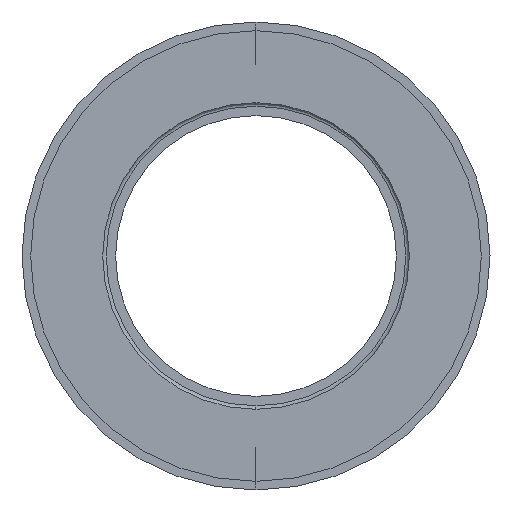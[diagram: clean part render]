
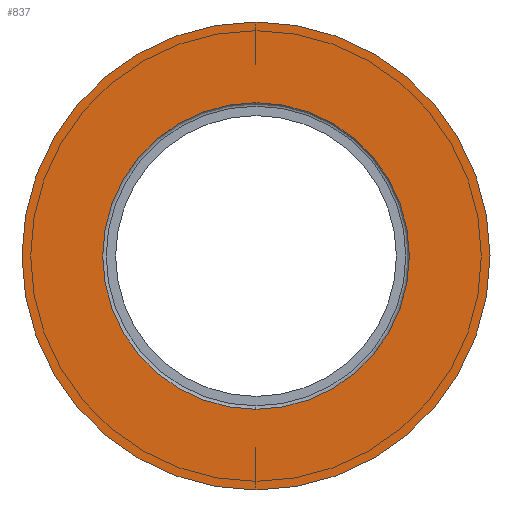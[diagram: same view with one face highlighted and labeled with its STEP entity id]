
A CAD part, left-side view. The second image highlights one B-rep face of the part: STEP entity #837.
In plain terms, the highlighted planar face has unit normal (-1, 0, 0).
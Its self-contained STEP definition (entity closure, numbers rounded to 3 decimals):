
#183 = DIRECTION ( 'NONE',  ( 0., 0., 1. ) ) ;
#388 = FACE_OUTER_BOUND ( 'NONE', #2369, .T. ) ;
#410 = EDGE_CURVE ( 'NONE', #2985, #2303, #1736, .T. ) ;
#432 = PLANE ( 'NONE',  #1763 ) ;
#439 = CARTESIAN_POINT ( 'NONE',  ( -15., 0., 0. ) ) ;
#514 = DIRECTION ( 'NONE',  ( 0., 0., 1. ) ) ;
#554 = DIRECTION ( 'NONE',  ( 0., 0., 1. ) ) ;
#595 = CIRCLE ( 'NONE', #2636, 20. ) ;
#682 = DIRECTION ( 'NONE',  ( 0., 0., 1. ) ) ;
#837 = ADVANCED_FACE ( 'NONE', ( #1057, #388 ), #432, .F. ) ;
#1003 = CARTESIAN_POINT ( 'NONE',  ( -15., 0., -20. ) ) ;
#1057 = FACE_BOUND ( 'NONE', #1709, .T. ) ;
#1258 = ORIENTED_EDGE ( 'NONE', *, *, #1575, .F. ) ;
#1276 = VERTEX_POINT ( 'NONE', #2301 ) ;
#1431 = CARTESIAN_POINT ( 'NONE',  ( -15., 13.1, 0. ) ) ;
#1465 = VERTEX_POINT ( 'NONE', #2988 ) ;
#1494 = CARTESIAN_POINT ( 'NONE',  ( -15., 0., 20. ) ) ;
#1575 = EDGE_CURVE ( 'NONE', #1276, #1465, #2214, .T. ) ;
#1603 = CARTESIAN_POINT ( 'NONE',  ( -15., 0., 0. ) ) ;
#1643 = AXIS2_PLACEMENT_3D ( 'NONE', #1603, #2017, #554 ) ;
#1672 = DIRECTION ( 'NONE',  ( -1., 0., 0. ) ) ;
#1676 = DIRECTION ( 'NONE',  ( 0., 0., -1. ) ) ;
#1709 = EDGE_LOOP ( 'NONE', ( #2801, #1258 ) ) ;
#1721 = CIRCLE ( 'NONE', #1643, 13.1 ) ;
#1736 = CIRCLE ( 'NONE', #2983, 20. ) ;
#1763 = AXIS2_PLACEMENT_3D ( 'NONE', #1431, #3040, #1676 ) ;
#1960 = CARTESIAN_POINT ( 'NONE',  ( -15., 0., 0. ) ) ;
#1981 = DIRECTION ( 'NONE',  ( -1., 0., 0. ) ) ;
#2017 = DIRECTION ( 'NONE',  ( -1., 0., 0. ) ) ;
#2144 = DIRECTION ( 'NONE',  ( -1., 0., 0. ) ) ;
#2214 = CIRCLE ( 'NONE', #2797, 13.1 ) ;
#2301 = CARTESIAN_POINT ( 'NONE',  ( -15., 0., -13.1 ) ) ;
#2303 = VERTEX_POINT ( 'NONE', #1003 ) ;
#2369 = EDGE_LOOP ( 'NONE', ( #2603, #3053 ) ) ;
#2553 = EDGE_CURVE ( 'NONE', #1465, #1276, #1721, .T. ) ;
#2603 = ORIENTED_EDGE ( 'NONE', *, *, #410, .T. ) ;
#2636 = AXIS2_PLACEMENT_3D ( 'NONE', #3036, #1672, #183 ) ;
#2797 = AXIS2_PLACEMENT_3D ( 'NONE', #439, #2144, #682 ) ;
#2801 = ORIENTED_EDGE ( 'NONE', *, *, #2553, .F. ) ;
#2852 = EDGE_CURVE ( 'NONE', #2303, #2985, #595, .T. ) ;
#2983 = AXIS2_PLACEMENT_3D ( 'NONE', #1960, #1981, #514 ) ;
#2985 = VERTEX_POINT ( 'NONE', #1494 ) ;
#2988 = CARTESIAN_POINT ( 'NONE',  ( -15., 0., 13.1 ) ) ;
#3036 = CARTESIAN_POINT ( 'NONE',  ( -15., 0., 0. ) ) ;
#3040 = DIRECTION ( 'NONE',  ( 1., 0., 0. ) ) ;
#3053 = ORIENTED_EDGE ( 'NONE', *, *, #2852, .T. ) ;
